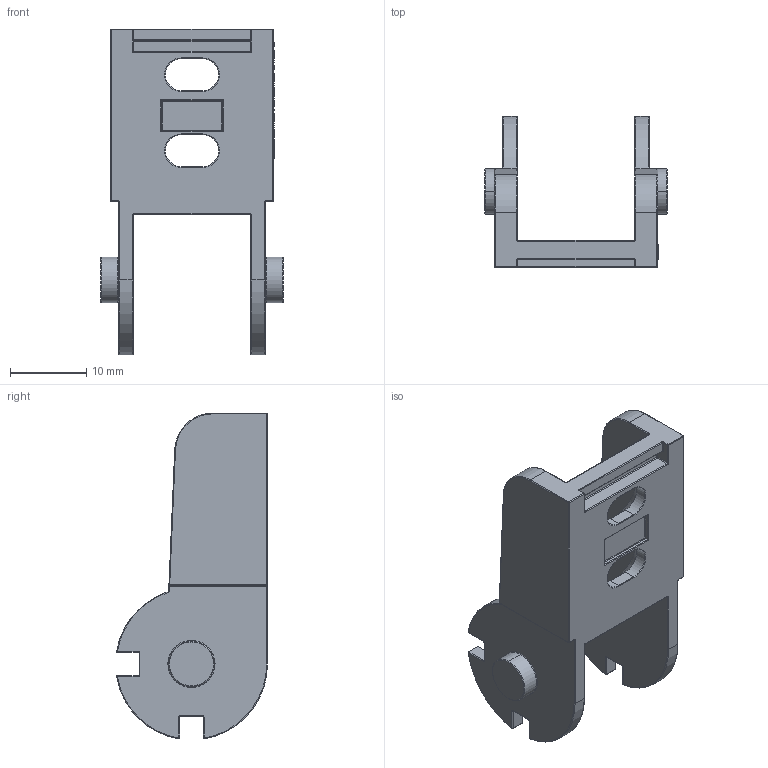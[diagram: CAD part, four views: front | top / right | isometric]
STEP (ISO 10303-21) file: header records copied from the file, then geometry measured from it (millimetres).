
FILE_DESCRIPTION (( 'STEP AP214' ), '1' );
FILE_NAME ('J15BF.1.15.2PZ.STEP', '2018-06-28T15:31:01', ( '' ), ( '' ), 'SwSTEP 2.0', 'SolidWorks 2017', '' );
FILE_SCHEMA (( 'AUTOMOTIVE_DESIGN' ));
Length unit declared in the file: millimetre
Products named in the file (1): J15BF.1.15.2PZ
Bounding box: 24 x 19.86 x 42.86 mm (x, y, z)
Volume: 3964.8 mm3; surface area: 3798.7 mm2
Topology: 1 solids, 1 shells, 438 faces, 1066 edges, 622 vertices
Faces by surface type: plane 157, cylinder 131, torus 68, bspline 46, sphere 32, cone 4
Entity records: 16314 total; most frequent: CARTESIAN_POINT 4733, DIRECTION 2062, ORIENTED_EDGE 2056, EDGE_CURVE 1028, AXIS2_PLACEMENT_3D 741, VERTEX_POINT 612, VECTOR 580, LINE 580
